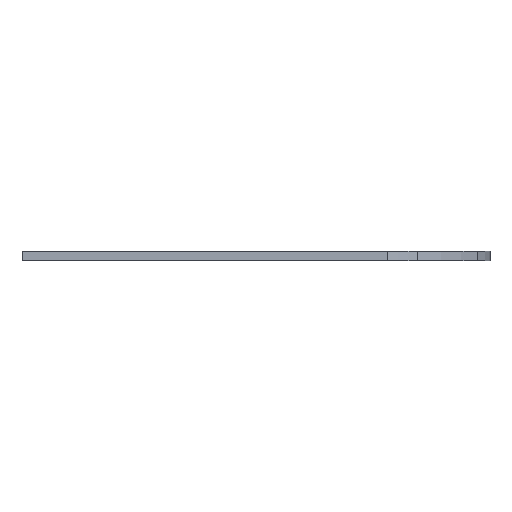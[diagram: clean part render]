
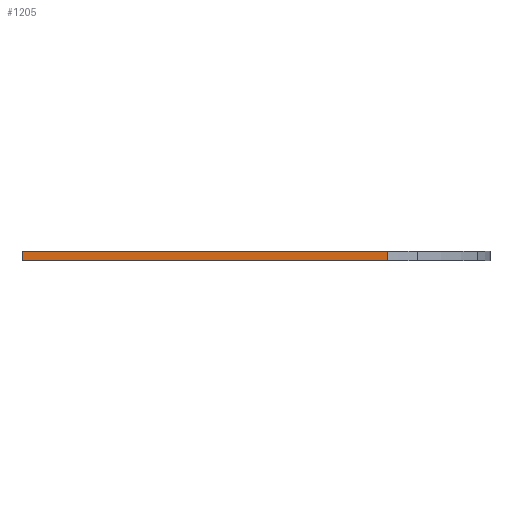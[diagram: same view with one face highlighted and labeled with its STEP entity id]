
A CAD part, front view. The second image highlights one B-rep face of the part: STEP entity #1205.
In plain terms, the highlighted planar face has unit normal (0, -1, 0).
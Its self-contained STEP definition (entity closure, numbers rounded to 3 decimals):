
#44 = PLANE('',#45);
#45 = AXIS2_PLACEMENT_3D('',#46,#47,#48);
#46 = CARTESIAN_POINT('',(64.019,0.213,83.));
#47 = DIRECTION('',(0.,-0.,1.));
#48 = DIRECTION('',(1.,0.,0.));
#100 = PLANE('',#101);
#101 = AXIS2_PLACEMENT_3D('',#102,#103,#104);
#102 = CARTESIAN_POINT('',(64.019,0.213,80.));
#103 = DIRECTION('',(0.,-0.,1.));
#104 = DIRECTION('',(1.,0.,0.));
#392 = VERTEX_POINT('',#393);
#393 = CARTESIAN_POINT('',(0.,-55.65,83.));
#407 = PLANE('',#408);
#408 = AXIS2_PLACEMENT_3D('',#409,#410,#411);
#409 = CARTESIAN_POINT('',(0.,67.42,83.));
#410 = DIRECTION('',(-1.,0.,0.));
#411 = DIRECTION('',(0.,-1.,0.));
#419 = EDGE_CURVE('',#392,#420,#422,.T.);
#420 = VERTEX_POINT('',#421);
#421 = CARTESIAN_POINT('',(117.94,-55.65,83.));
#422 = SURFACE_CURVE('',#423,(#427,#434),.PCURVE_S1.);
#423 = LINE('',#424,#425);
#424 = CARTESIAN_POINT('',(0.,-55.65,83.));
#425 = VECTOR('',#426,1.);
#426 = DIRECTION('',(1.,0.,0.));
#427 = PCURVE('',#44,#428);
#428 = DEFINITIONAL_REPRESENTATION('',(#429),#433);
#429 = LINE('',#430,#431);
#430 = CARTESIAN_POINT('',(-64.019,-55.863));
#431 = VECTOR('',#432,1.);
#432 = DIRECTION('',(1.,0.));
#433 = ( GEOMETRIC_REPRESENTATION_CONTEXT(2) 
PARAMETRIC_REPRESENTATION_CONTEXT() REPRESENTATION_CONTEXT('2D SPACE',''
  ) );
#434 = PCURVE('',#435,#440);
#435 = PLANE('',#436);
#436 = AXIS2_PLACEMENT_3D('',#437,#438,#439);
#437 = CARTESIAN_POINT('',(0.,-55.65,83.));
#438 = DIRECTION('',(0.,-1.,0.));
#439 = DIRECTION('',(1.,0.,0.));
#440 = DEFINITIONAL_REPRESENTATION('',(#441),#445);
#441 = LINE('',#442,#443);
#442 = CARTESIAN_POINT('',(0.,-0.));
#443 = VECTOR('',#444,1.);
#444 = DIRECTION('',(1.,0.));
#445 = ( GEOMETRIC_REPRESENTATION_CONTEXT(2) 
PARAMETRIC_REPRESENTATION_CONTEXT() REPRESENTATION_CONTEXT('2D SPACE',''
  ) );
#468 = CYLINDRICAL_SURFACE('',#469,60.98);
#469 = AXIS2_PLACEMENT_3D('',#470,#471,#472);
#470 = CARTESIAN_POINT('',(88.857,-2.052,83.));
#471 = DIRECTION('',(0.,-0.,1.));
#472 = DIRECTION('',(-1.,0.,0.));
#861 = VERTEX_POINT('',#862);
#862 = CARTESIAN_POINT('',(0.,-55.65,80.));
#883 = EDGE_CURVE('',#861,#884,#886,.T.);
#884 = VERTEX_POINT('',#885);
#885 = CARTESIAN_POINT('',(117.94,-55.65,80.));
#886 = SURFACE_CURVE('',#887,(#891,#898),.PCURVE_S1.);
#887 = LINE('',#888,#889);
#888 = CARTESIAN_POINT('',(0.,-55.65,80.));
#889 = VECTOR('',#890,1.);
#890 = DIRECTION('',(1.,0.,0.));
#891 = PCURVE('',#100,#892);
#892 = DEFINITIONAL_REPRESENTATION('',(#893),#897);
#893 = LINE('',#894,#895);
#894 = CARTESIAN_POINT('',(-64.019,-55.863));
#895 = VECTOR('',#896,1.);
#896 = DIRECTION('',(1.,0.));
#897 = ( GEOMETRIC_REPRESENTATION_CONTEXT(2) 
PARAMETRIC_REPRESENTATION_CONTEXT() REPRESENTATION_CONTEXT('2D SPACE',''
  ) );
#898 = PCURVE('',#435,#899);
#899 = DEFINITIONAL_REPRESENTATION('',(#900),#904);
#900 = LINE('',#901,#902);
#901 = CARTESIAN_POINT('',(0.,-3.));
#902 = VECTOR('',#903,1.);
#903 = DIRECTION('',(1.,0.));
#904 = ( GEOMETRIC_REPRESENTATION_CONTEXT(2) 
PARAMETRIC_REPRESENTATION_CONTEXT() REPRESENTATION_CONTEXT('2D SPACE',''
  ) );
#1184 = EDGE_CURVE('',#420,#884,#1185,.T.);
#1185 = SURFACE_CURVE('',#1186,(#1190,#1197),.PCURVE_S1.);
#1186 = LINE('',#1187,#1188);
#1187 = CARTESIAN_POINT('',(117.94,-55.65,83.));
#1188 = VECTOR('',#1189,1.);
#1189 = DIRECTION('',(0.,0.,-1.));
#1190 = PCURVE('',#468,#1191);
#1191 = DEFINITIONAL_REPRESENTATION('',(#1192),#1196);
#1192 = LINE('',#1193,#1194);
#1193 = CARTESIAN_POINT('',(-4.215,0.));
#1194 = VECTOR('',#1195,1.);
#1195 = DIRECTION('',(-0.,-1.));
#1196 = ( GEOMETRIC_REPRESENTATION_CONTEXT(2) 
PARAMETRIC_REPRESENTATION_CONTEXT() REPRESENTATION_CONTEXT('2D SPACE',''
  ) );
#1197 = PCURVE('',#435,#1198);
#1198 = DEFINITIONAL_REPRESENTATION('',(#1199),#1203);
#1199 = LINE('',#1200,#1201);
#1200 = CARTESIAN_POINT('',(117.94,0.));
#1201 = VECTOR('',#1202,1.);
#1202 = DIRECTION('',(0.,-1.));
#1203 = ( GEOMETRIC_REPRESENTATION_CONTEXT(2) 
PARAMETRIC_REPRESENTATION_CONTEXT() REPRESENTATION_CONTEXT('2D SPACE',''
  ) );
#1205 = ADVANCED_FACE('',(#1206),#435,.T.);
#1206 = FACE_BOUND('',#1207,.T.);
#1207 = EDGE_LOOP('',(#1208,#1229,#1230,#1231));
#1208 = ORIENTED_EDGE('',*,*,#1209,.T.);
#1209 = EDGE_CURVE('',#392,#861,#1210,.T.);
#1210 = SURFACE_CURVE('',#1211,(#1215,#1222),.PCURVE_S1.);
#1211 = LINE('',#1212,#1213);
#1212 = CARTESIAN_POINT('',(0.,-55.65,83.));
#1213 = VECTOR('',#1214,1.);
#1214 = DIRECTION('',(0.,0.,-1.));
#1215 = PCURVE('',#435,#1216);
#1216 = DEFINITIONAL_REPRESENTATION('',(#1217),#1221);
#1217 = LINE('',#1218,#1219);
#1218 = CARTESIAN_POINT('',(0.,-0.));
#1219 = VECTOR('',#1220,1.);
#1220 = DIRECTION('',(0.,-1.));
#1221 = ( GEOMETRIC_REPRESENTATION_CONTEXT(2) 
PARAMETRIC_REPRESENTATION_CONTEXT() REPRESENTATION_CONTEXT('2D SPACE',''
  ) );
#1222 = PCURVE('',#407,#1223);
#1223 = DEFINITIONAL_REPRESENTATION('',(#1224),#1228);
#1224 = LINE('',#1225,#1226);
#1225 = CARTESIAN_POINT('',(123.07,0.));
#1226 = VECTOR('',#1227,1.);
#1227 = DIRECTION('',(0.,-1.));
#1228 = ( GEOMETRIC_REPRESENTATION_CONTEXT(2) 
PARAMETRIC_REPRESENTATION_CONTEXT() REPRESENTATION_CONTEXT('2D SPACE',''
  ) );
#1229 = ORIENTED_EDGE('',*,*,#883,.T.);
#1230 = ORIENTED_EDGE('',*,*,#1184,.F.);
#1231 = ORIENTED_EDGE('',*,*,#419,.F.);
